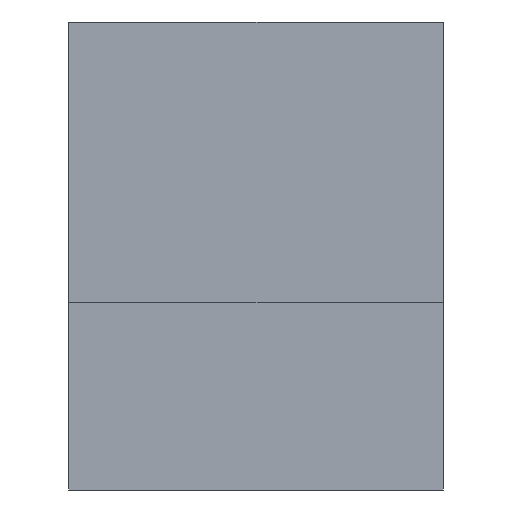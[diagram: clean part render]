
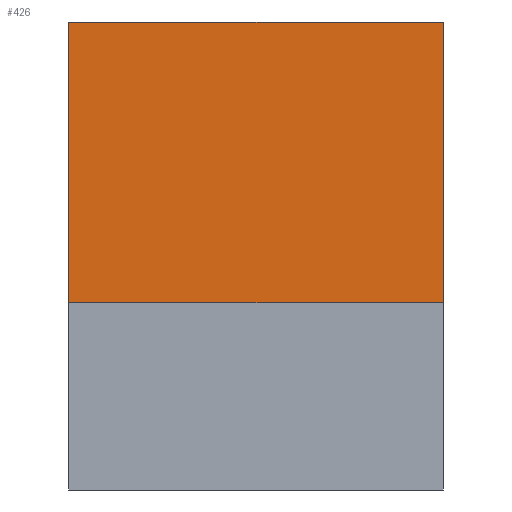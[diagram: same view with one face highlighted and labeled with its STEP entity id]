
A CAD part, left-side view. The second image highlights one B-rep face of the part: STEP entity #426.
In plain terms, the highlighted planar face has unit normal (-1, 0, 0).
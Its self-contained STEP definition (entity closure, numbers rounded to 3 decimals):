
#32 = VERTEX_POINT('',#33);
#33 = CARTESIAN_POINT('',(0.,0.,10.));
#146 = EDGE_CURVE('',#32,#147,#149,.T.);
#147 = VERTEX_POINT('',#148);
#148 = CARTESIAN_POINT('',(0.,0.,25.));
#149 = LINE('',#150,#151);
#150 = CARTESIAN_POINT('',(0.,0.,0.));
#151 = VECTOR('',#152,1.);
#152 = DIRECTION('',(0.,0.,1.));
#265 = VERTEX_POINT('',#266);
#266 = CARTESIAN_POINT('',(0.,20.,10.));
#409 = VERTEX_POINT('',#410);
#410 = CARTESIAN_POINT('',(0.,20.,25.));
#416 = EDGE_CURVE('',#409,#147,#417,.T.);
#417 = LINE('',#418,#419);
#418 = CARTESIAN_POINT('',(0.,20.,25.));
#419 = VECTOR('',#420,1.);
#420 = DIRECTION('',(0.,-1.,0.));
#426 = ADVANCED_FACE('',(#427),#443,.F.);
#427 = FACE_BOUND('',#428,.F.);
#428 = EDGE_LOOP('',(#429,#435,#441,#442));
#429 = ORIENTED_EDGE('',*,*,#430,.F.);
#430 = EDGE_CURVE('',#265,#32,#431,.T.);
#431 = LINE('',#432,#433);
#432 = CARTESIAN_POINT('',(0.,15.,10.));
#433 = VECTOR('',#434,1.);
#434 = DIRECTION('',(0.,-1.,0.));
#435 = ORIENTED_EDGE('',*,*,#436,.T.);
#436 = EDGE_CURVE('',#265,#409,#437,.T.);
#437 = LINE('',#438,#439);
#438 = CARTESIAN_POINT('',(0.,20.,0.));
#439 = VECTOR('',#440,1.);
#440 = DIRECTION('',(0.,0.,1.));
#441 = ORIENTED_EDGE('',*,*,#416,.T.);
#442 = ORIENTED_EDGE('',*,*,#146,.F.);
#443 = PLANE('',#444);
#444 = AXIS2_PLACEMENT_3D('',#445,#446,#447);
#445 = CARTESIAN_POINT('',(0.,20.,0.));
#446 = DIRECTION('',(1.,0.,0.));
#447 = DIRECTION('',(0.,-1.,0.));
